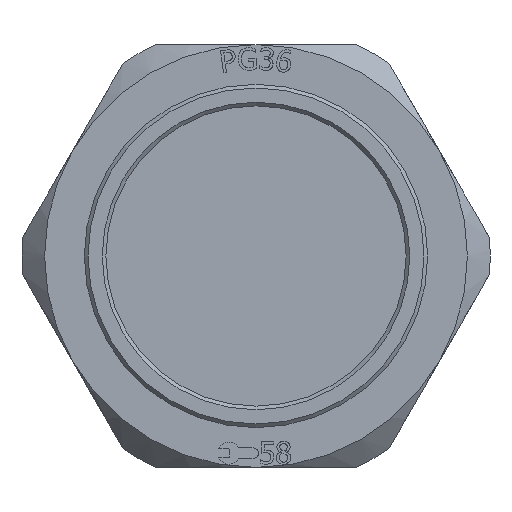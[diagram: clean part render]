
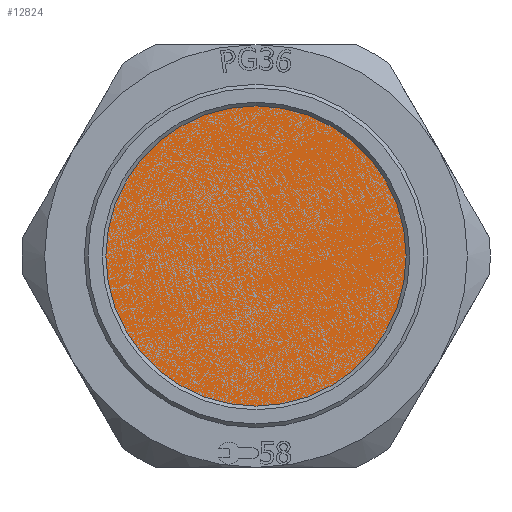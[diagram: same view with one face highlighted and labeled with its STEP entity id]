
A CAD part, front view. The second image highlights one B-rep face of the part: STEP entity #12824.
In plain terms, the highlighted planar face has unit normal (0, -1, 0).
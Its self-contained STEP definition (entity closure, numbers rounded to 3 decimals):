
#4097=FACE_OUTER_BOUND('',#4731,.T.);
#4731=EDGE_LOOP('',(#12074));
#5030=CIRCLE('',#13547,23.5);
#6367=VERTEX_POINT('',#27622);
#8270=EDGE_CURVE('',#6367,#6367,#5030,.T.);
#12074=ORIENTED_EDGE('',*,*,#8270,.T.);
#12222=PLANE('',#13546);
#12824=ADVANCED_FACE('',(#4097),#12222,.T.);
#13546=AXIS2_PLACEMENT_3D('',#27621,#15717,#15718);
#13547=AXIS2_PLACEMENT_3D('',#27623,#15719,#15720);
#15717=DIRECTION('center_axis',(0.,-1.,0.));
#15718=DIRECTION('ref_axis',(0.,0.,-1.));
#15719=DIRECTION('center_axis',(0.,-1.,0.));
#15720=DIRECTION('ref_axis',(0.,0.,1.));
#27621=CARTESIAN_POINT('Origin',(-8.054,-11.949,0.));
#27622=CARTESIAN_POINT('',(-8.054,-11.949,-23.5));
#27623=CARTESIAN_POINT('Origin',(-8.054,-11.949,0.));
